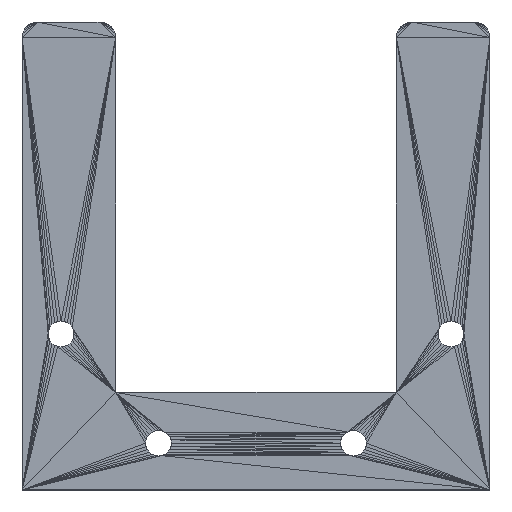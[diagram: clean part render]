
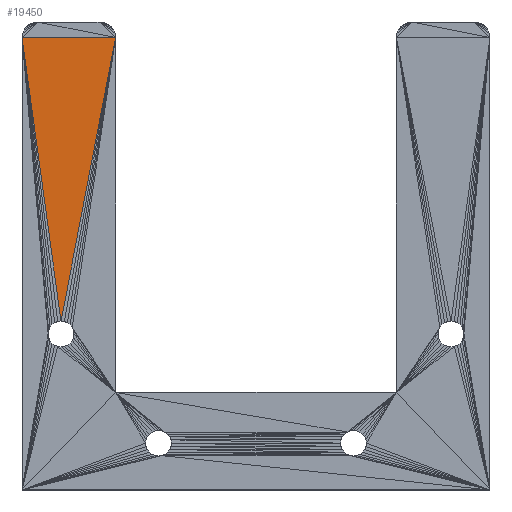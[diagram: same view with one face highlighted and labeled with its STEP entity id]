
A CAD part, top view. The second image highlights one B-rep face of the part: STEP entity #19450.
In plain terms, the highlighted planar face has unit normal (0, 0, 1).
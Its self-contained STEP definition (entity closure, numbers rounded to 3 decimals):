
#9607 = VERTEX_POINT('',#9608);
#9608 = CARTESIAN_POINT('',(5.,76.65,8.75));
#9648 = PLANE('',#9649);
#9649 = AXIS2_PLACEMENT_3D('',#9650,#9651,#9652);
#9650 = CARTESIAN_POINT('',(5.,76.65,8.75));
#9651 = DIRECTION('',(0.,0.,-1.));
#9652 = DIRECTION('',(-1.,0.,-0.));
#9760 = PLANE('',#9761);
#9761 = AXIS2_PLACEMENT_3D('',#9762,#9763,#9764);
#9762 = CARTESIAN_POINT('',(4.573,76.594,8.75));
#9763 = DIRECTION('',(0.,0.,-1.));
#9764 = DIRECTION('',(-1.,0.,-0.));
#16804 = VERTEX_POINT('',#16805);
#16805 = CARTESIAN_POINT('',(12.,113.,8.75));
#16947 = VERTEX_POINT('',#16948);
#16948 = CARTESIAN_POINT('',(0.,113.,8.75));
#19426 = EDGE_CURVE('',#16804,#9607,#19427,.T.);
#19427 = SURFACE_CURVE('',#19428,(#19432,#19439),.PCURVE_S1.);
#19428 = LINE('',#19429,#19430);
#19429 = CARTESIAN_POINT('',(12.,113.,8.75));
#19430 = VECTOR('',#19431,1.);
#19431 = DIRECTION('',(-0.189,-0.982,0.));
#19432 = PCURVE('',#9648,#19433);
#19433 = DEFINITIONAL_REPRESENTATION('',(#19434),#19438);
#19434 = LINE('',#19435,#19436);
#19435 = CARTESIAN_POINT('',(-7.,36.35));
#19436 = VECTOR('',#19437,1.);
#19437 = DIRECTION('',(0.189,-0.982));
#19438 = ( GEOMETRIC_REPRESENTATION_CONTEXT(2) 
PARAMETRIC_REPRESENTATION_CONTEXT() REPRESENTATION_CONTEXT('2D SPACE',''
  ) );
#19439 = PCURVE('',#19440,#19445);
#19440 = PLANE('',#19441);
#19441 = AXIS2_PLACEMENT_3D('',#19442,#19443,#19444);
#19442 = CARTESIAN_POINT('',(0.,113.,8.75));
#19443 = DIRECTION('',(0.,0.,-1.));
#19444 = DIRECTION('',(-1.,0.,-0.));
#19445 = DEFINITIONAL_REPRESENTATION('',(#19446),#19449);
#19446 = B_SPLINE_CURVE_WITH_KNOTS('',1,(#19447,#19448),.UNSPECIFIED.,
  .F.,.F.,(2,2),(0.,37.018),.PIECEWISE_BEZIER_KNOTS.);
#19447 = CARTESIAN_POINT('',(-12.,0.));
#19448 = CARTESIAN_POINT('',(-5.,-36.35));
#19449 = ( GEOMETRIC_REPRESENTATION_CONTEXT(2) 
PARAMETRIC_REPRESENTATION_CONTEXT() REPRESENTATION_CONTEXT('2D SPACE',''
  ) );
#19450 = ADVANCED_FACE('',(#19451),#19440,.F.);
#19451 = FACE_BOUND('',#19452,.T.);
#19452 = EDGE_LOOP('',(#19453,#19473,#19474));
#19453 = ORIENTED_EDGE('',*,*,#19454,.T.);
#19454 = EDGE_CURVE('',#16947,#9607,#19455,.T.);
#19455 = SURFACE_CURVE('',#19456,(#19460,#19467),.PCURVE_S1.);
#19456 = LINE('',#19457,#19458);
#19457 = CARTESIAN_POINT('',(0.,113.,8.75));
#19458 = VECTOR('',#19459,1.);
#19459 = DIRECTION('',(0.136,-0.991,0.));
#19460 = PCURVE('',#19440,#19461);
#19461 = DEFINITIONAL_REPRESENTATION('',(#19462),#19466);
#19462 = LINE('',#19463,#19464);
#19463 = CARTESIAN_POINT('',(0.,0.));
#19464 = VECTOR('',#19465,1.);
#19465 = DIRECTION('',(-0.136,-0.991));
#19466 = ( GEOMETRIC_REPRESENTATION_CONTEXT(2) 
PARAMETRIC_REPRESENTATION_CONTEXT() REPRESENTATION_CONTEXT('2D SPACE',''
  ) );
#19467 = PCURVE('',#9760,#19468);
#19468 = DEFINITIONAL_REPRESENTATION('',(#19469),#19472);
#19469 = B_SPLINE_CURVE_WITH_KNOTS('',1,(#19470,#19471),.UNSPECIFIED.,
  .F.,.F.,(2,2),(0.,36.692),.PIECEWISE_BEZIER_KNOTS.);
#19470 = CARTESIAN_POINT('',(4.573,36.406));
#19471 = CARTESIAN_POINT('',(-0.427,0.056));
#19472 = ( GEOMETRIC_REPRESENTATION_CONTEXT(2) 
PARAMETRIC_REPRESENTATION_CONTEXT() REPRESENTATION_CONTEXT('2D SPACE',''
  ) );
#19473 = ORIENTED_EDGE('',*,*,#19426,.F.);
#19474 = ORIENTED_EDGE('',*,*,#19475,.T.);
#19475 = EDGE_CURVE('',#16804,#16947,#19476,.T.);
#19476 = SURFACE_CURVE('',#19477,(#19481,#19488),.PCURVE_S1.);
#19477 = LINE('',#19478,#19479);
#19478 = CARTESIAN_POINT('',(12.,113.,8.75));
#19479 = VECTOR('',#19480,1.);
#19480 = DIRECTION('',(-1.,0.,0.));
#19481 = PCURVE('',#19440,#19482);
#19482 = DEFINITIONAL_REPRESENTATION('',(#19483),#19487);
#19483 = LINE('',#19484,#19485);
#19484 = CARTESIAN_POINT('',(-12.,0.));
#19485 = VECTOR('',#19486,1.);
#19486 = DIRECTION('',(1.,0.));
#19487 = ( GEOMETRIC_REPRESENTATION_CONTEXT(2) 
PARAMETRIC_REPRESENTATION_CONTEXT() REPRESENTATION_CONTEXT('2D SPACE',''
  ) );
#19488 = PCURVE('',#19489,#19494);
#19489 = PLANE('',#19490);
#19490 = AXIS2_PLACEMENT_3D('',#19491,#19492,#19493);
#19491 = CARTESIAN_POINT('',(0.,113.,8.75));
#19492 = DIRECTION('',(0.,0.,-1.));
#19493 = DIRECTION('',(-1.,0.,-0.));
#19494 = DEFINITIONAL_REPRESENTATION('',(#19495),#19498);
#19495 = B_SPLINE_CURVE_WITH_KNOTS('',1,(#19496,#19497),.UNSPECIFIED.,
  .F.,.F.,(2,2),(0.,12.),.PIECEWISE_BEZIER_KNOTS.);
#19496 = CARTESIAN_POINT('',(-12.,0.));
#19497 = CARTESIAN_POINT('',(0.,0.));
#19498 = ( GEOMETRIC_REPRESENTATION_CONTEXT(2) 
PARAMETRIC_REPRESENTATION_CONTEXT() REPRESENTATION_CONTEXT('2D SPACE',''
  ) );
